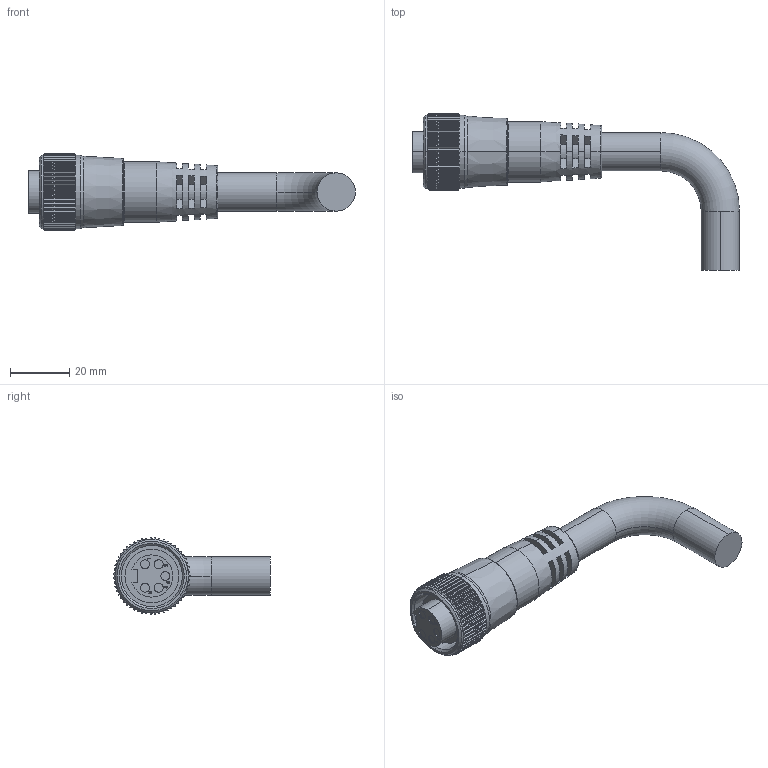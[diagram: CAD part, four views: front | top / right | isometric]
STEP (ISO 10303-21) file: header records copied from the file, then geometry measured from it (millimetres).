
FILE_DESCRIPTION (( 'STEP AP214' ), '1' );
FILE_NAME ('ZP-S1-5FP-10M.step', '2016-03-08T22:12:58', ( '' ), ( '' ), 'SwSTEP 2.0', 'SolidWorks 2015', '' );
FILE_SCHEMA (( 'AUTOMOTIVE_DESIGN' ));
Length unit declared in the file: millimetre
Products named in the file (1): ZP-S1-5FP-10M
Bounding box: 110.22 x 52.9 x 25.84 mm (x, y, z)
Volume: 30601.3 mm3; surface area: 12523.4 mm2
Topology: 2 solids, 2 shells, 576 faces, 1627 edges, 1078 vertices
Faces by surface type: cylinder 310, plane 216, bspline 28, cone 14, torus 8
Entity records: 21570 total; most frequent: CARTESIAN_POINT 7844, ORIENTED_EDGE 3254, DIRECTION 2277, EDGE_CURVE 1627, VERTEX_POINT 1078, AXIS2_PLACEMENT_3D 819, B_SPLINE_CURVE_WITH_KNOTS 718, VECTOR 639
